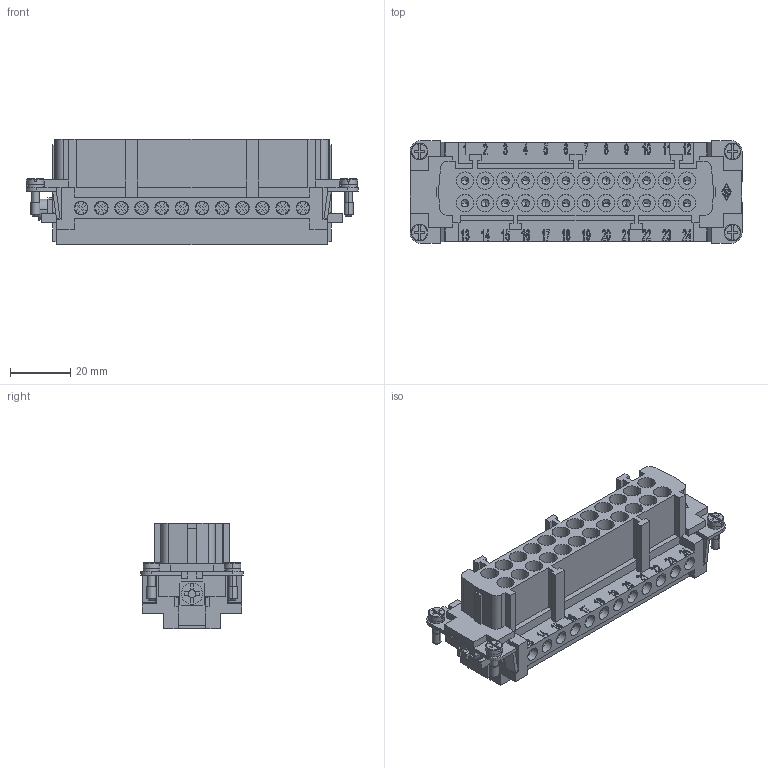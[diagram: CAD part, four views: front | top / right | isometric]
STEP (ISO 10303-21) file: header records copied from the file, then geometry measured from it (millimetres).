
FILE_DESCRIPTION(('CoCreate Modeling STEP Export'),'2;1');
FILE_NAME('CNEF 24 T.stp','2011-06-06T 9:05:40',(''),(''),'CoCreate Modeling STEP processor for AP214 (Solid Model)','CoCreate Modeling 16.00A 16-Aug-2008 (C) Parametric Technology GmbH','');
FILE_SCHEMA(('AUTOMOTIVE_DESIGN { 1 0 10303 214 1 1 1 1 }'));
Products named in the file (1): CNEF_24_T
Bounding box: 110.3 x 34 x 35 mm (x, y, z)
Volume: 57435.1 mm3; surface area: 38751.9 mm2
Topology: 1 solids, 1 shells, 2546 faces, 6871 edges, 4528 vertices
Faces by surface type: plane 1548, bspline 544, cylinder 384, cone 56, torus 14
Entity records: 79322 total; most frequent: CARTESIAN_POINT 20887, ORIENTED_EDGE 13646, DIRECTION 9543, EDGE_CURVE 6823, VERTEX_POINT 4528, VECTOR 4503, LINE 4503, EDGE_LOOP 2807
